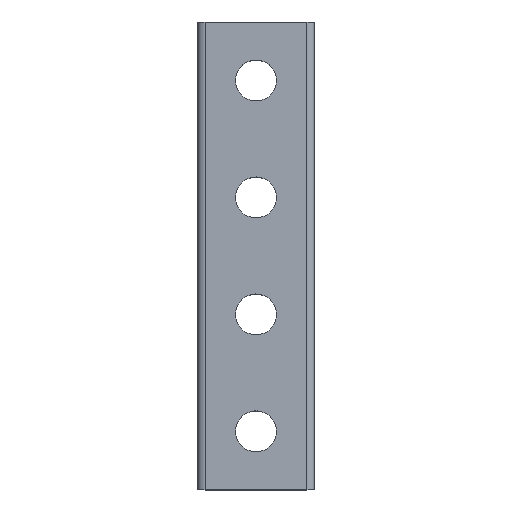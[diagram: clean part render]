
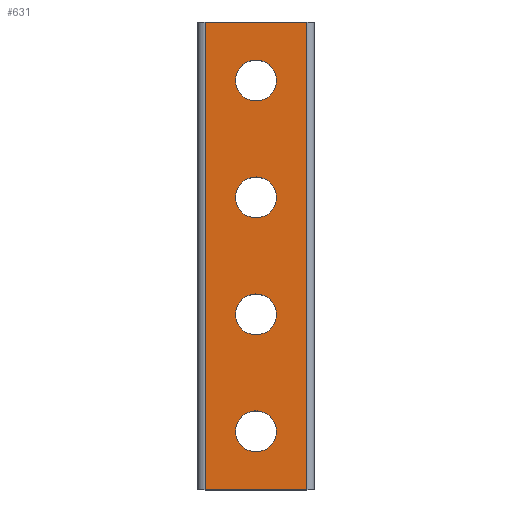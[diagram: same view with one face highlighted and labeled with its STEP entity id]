
A CAD part, top view. The second image highlights one B-rep face of the part: STEP entity #631.
In plain terms, the highlighted planar face has unit normal (0, 0, 1).
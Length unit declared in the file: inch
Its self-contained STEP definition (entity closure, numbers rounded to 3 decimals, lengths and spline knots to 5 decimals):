
#21=FACE_BOUND('',#118,.T.);
#22=FACE_BOUND('',#119,.T.);
#23=FACE_BOUND('',#120,.T.);
#24=FACE_BOUND('',#121,.T.);
#52=PLANE('',#715);
#81=FACE_OUTER_BOUND('',#117,.T.);
#117=EDGE_LOOP('',(#529,#530,#531,#532));
#118=EDGE_LOOP('',(#533));
#119=EDGE_LOOP('',(#534));
#120=EDGE_LOOP('',(#535));
#121=EDGE_LOOP('',(#536));
#162=LINE('',#967,#206);
#181=LINE('',#1047,#225);
#189=LINE('',#1064,#233);
#191=LINE('',#1067,#235);
#206=VECTOR('',#788,0.3937);
#225=VECTOR('',#869,0.3937);
#233=VECTOR('',#885,0.3937);
#235=VECTOR('',#889,0.3937);
#249=CIRCLE('',#666,0.525);
#253=CIRCLE('',#672,0.525);
#269=CIRCLE('',#695,0.525);
#273=CIRCLE('',#701,0.525);
#289=VERTEX_POINT('',#935);
#293=VERTEX_POINT('',#947);
#300=VERTEX_POINT('',#964);
#301=VERTEX_POINT('',#966);
#317=VERTEX_POINT('',#1008);
#321=VERTEX_POINT('',#1020);
#330=VERTEX_POINT('',#1044);
#331=VERTEX_POINT('',#1046);
#349=EDGE_CURVE('',#289,#289,#249,.T.);
#355=EDGE_CURVE('',#293,#293,#253,.T.);
#364=EDGE_CURVE('',#301,#300,#162,.T.);
#385=EDGE_CURVE('',#317,#317,#269,.T.);
#391=EDGE_CURVE('',#321,#321,#273,.T.);
#404=EDGE_CURVE('',#330,#331,#181,.T.);
#413=EDGE_CURVE('',#331,#300,#189,.T.);
#415=EDGE_CURVE('',#330,#301,#191,.T.);
#529=ORIENTED_EDGE('',*,*,#413,.F.);
#530=ORIENTED_EDGE('',*,*,#404,.F.);
#531=ORIENTED_EDGE('',*,*,#415,.T.);
#532=ORIENTED_EDGE('',*,*,#364,.T.);
#533=ORIENTED_EDGE('',*,*,#355,.F.);
#534=ORIENTED_EDGE('',*,*,#349,.F.);
#535=ORIENTED_EDGE('',*,*,#385,.T.);
#536=ORIENTED_EDGE('',*,*,#391,.T.);
#631=ADVANCED_FACE('',(#81,#21,#22,#23,#24),#52,.T.);
#666=AXIS2_PLACEMENT_3D('',#936,#755,#756);
#672=AXIS2_PLACEMENT_3D('',#948,#769,#770);
#695=AXIS2_PLACEMENT_3D('',#1009,#829,#830);
#701=AXIS2_PLACEMENT_3D('',#1021,#843,#844);
#715=AXIS2_PLACEMENT_3D('',#1066,#887,#888);
#755=DIRECTION('center_axis',(0.,0.,1.));
#756=DIRECTION('ref_axis',(-1.,0.,0.));
#769=DIRECTION('center_axis',(0.,0.,1.));
#770=DIRECTION('ref_axis',(-1.,0.,0.));
#788=DIRECTION('',(-1.,0.,0.));
#829=DIRECTION('center_axis',(0.,0.,-1.));
#830=DIRECTION('ref_axis',(-1.,0.,0.));
#843=DIRECTION('center_axis',(0.,0.,-1.));
#844=DIRECTION('ref_axis',(-1.,0.,0.));
#869=DIRECTION('',(-1.,0.,0.));
#885=DIRECTION('',(0.,1.,0.));
#887=DIRECTION('center_axis',(0.,0.,1.));
#888=DIRECTION('ref_axis',(-1.,0.,0.));
#889=DIRECTION('',(0.,1.,0.));
#935=CARTESIAN_POINT('',(1.98023,-4.51894,3.));
#936=CARTESIAN_POINT('Origin',(1.45523,-4.51894,3.));
#947=CARTESIAN_POINT('',(1.98023,-1.51894,3.));
#948=CARTESIAN_POINT('Origin',(1.45523,-1.51894,3.));
#964=CARTESIAN_POINT('',(0.15523,-0.01894,3.));
#966=CARTESIAN_POINT('',(2.75523,-0.01894,3.));
#967=CARTESIAN_POINT('',(2.95523,-0.01894,3.));
#1008=CARTESIAN_POINT('',(1.98023,-7.51894,3.));
#1009=CARTESIAN_POINT('Origin',(1.45523,-7.51894,3.));
#1020=CARTESIAN_POINT('',(1.98023,-10.51894,3.));
#1021=CARTESIAN_POINT('Origin',(1.45523,-10.51894,3.));
#1044=CARTESIAN_POINT('',(2.75523,-12.01894,3.));
#1046=CARTESIAN_POINT('',(0.15523,-12.01894,3.));
#1047=CARTESIAN_POINT('',(2.95523,-12.01894,3.));
#1064=CARTESIAN_POINT('',(0.15523,-6.01894,3.));
#1066=CARTESIAN_POINT('Origin',(2.95523,-6.01894,3.));
#1067=CARTESIAN_POINT('',(2.75523,-6.01894,3.));
